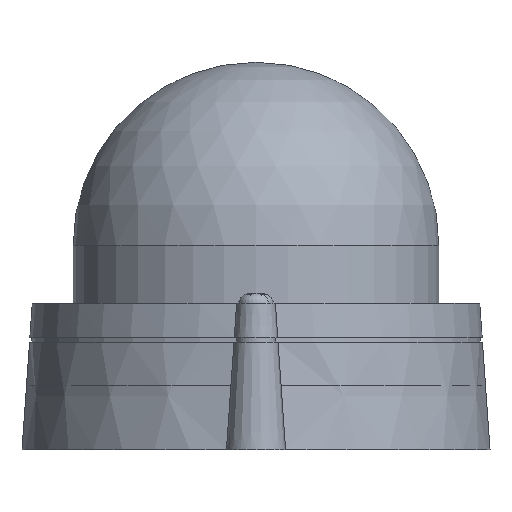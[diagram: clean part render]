
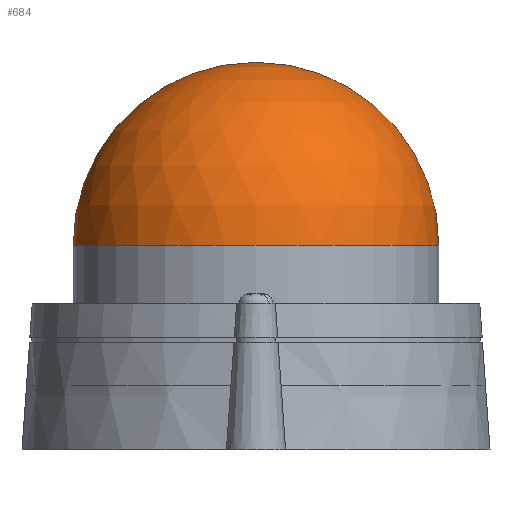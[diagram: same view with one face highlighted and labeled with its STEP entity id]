
A CAD part, left-side view. The second image highlights one B-rep face of the part: STEP entity #684.
In plain terms, the highlighted spherical face has radius 42.5 mm.
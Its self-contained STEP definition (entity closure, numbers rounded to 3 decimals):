
#387 = EDGE_CURVE ( 'NONE', #3302, #2907, #1926, .T. ) ;
#396 = EDGE_CURVE ( 'NONE', #3302, #3427, #1969, .T. ) ;
#401 = EDGE_CURVE ( 'NONE', #2907, #3427, #1913, .T. ) ;
#409 = CARTESIAN_POINT ( 'NONE',  ( -45.5, 0., 47.5 ) ) ;
#684 = ADVANCED_FACE ( 'NONE', ( #1399 ), #1386, .T. ) ;
#703 = DIRECTION ( 'NONE',  ( 0., 0., 1. ) ) ;
#873 = CARTESIAN_POINT ( 'NONE',  ( -45.5, 42.5, 47.5 ) ) ;
#886 = EDGE_LOOP ( 'NONE', ( #2734, #2233, #2743 ) ) ;
#1012 = AXIS2_PLACEMENT_3D ( 'NONE', #409, #703, #1278 ) ;
#1218 = CARTESIAN_POINT ( 'NONE',  ( -45.5, 0., 90. ) ) ;
#1278 = DIRECTION ( 'NONE',  ( 1., 0., 0. ) ) ;
#1386 = SPHERICAL_SURFACE ( 'NONE', #1012, 42.5 ) ;
#1399 = FACE_OUTER_BOUND ( 'NONE', #886, .T. ) ;
#1913 = CIRCLE ( 'NONE', #2369, 42.5 ) ;
#1926 = CIRCLE ( 'NONE', #2965, 42.5 ) ;
#1942 = DIRECTION ( 'NONE',  ( 0., 1., 0. ) ) ;
#1969 = CIRCLE ( 'NONE', #3319, 42.5 ) ;
#1976 = DIRECTION ( 'NONE',  ( 1., 0., 0. ) ) ;
#1987 = CARTESIAN_POINT ( 'NONE',  ( -45.5, 0., 47.5 ) ) ;
#2165 = DIRECTION ( 'NONE',  ( 0., -1., 0. ) ) ;
#2170 = DIRECTION ( 'NONE',  ( -1., 0., 0. ) ) ;
#2177 = CARTESIAN_POINT ( 'NONE',  ( -45.5, 0., 47.5 ) ) ;
#2233 = ORIENTED_EDGE ( 'NONE', *, *, #396, .T. ) ;
#2369 = AXIS2_PLACEMENT_3D ( 'NONE', #1987, #1976, #1942 ) ;
#2436 = DIRECTION ( 'NONE',  ( 0., 1., 0. ) ) ;
#2445 = DIRECTION ( 'NONE',  ( 0., 0., -1. ) ) ;
#2458 = CARTESIAN_POINT ( 'NONE',  ( -45.5, 0., 47.5 ) ) ;
#2724 = CARTESIAN_POINT ( 'NONE',  ( -45.5, -42.5, 47.5 ) ) ;
#2734 = ORIENTED_EDGE ( 'NONE', *, *, #387, .F. ) ;
#2743 = ORIENTED_EDGE ( 'NONE', *, *, #401, .F. ) ;
#2907 = VERTEX_POINT ( 'NONE', #873 ) ;
#2965 = AXIS2_PLACEMENT_3D ( 'NONE', #2458, #2445, #2436 ) ;
#3302 = VERTEX_POINT ( 'NONE', #2724 ) ;
#3319 = AXIS2_PLACEMENT_3D ( 'NONE', #2177, #2170, #2165 ) ;
#3427 = VERTEX_POINT ( 'NONE', #1218 ) ;
